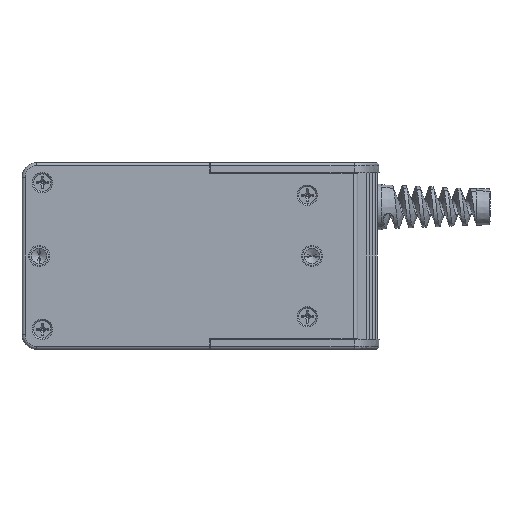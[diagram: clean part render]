
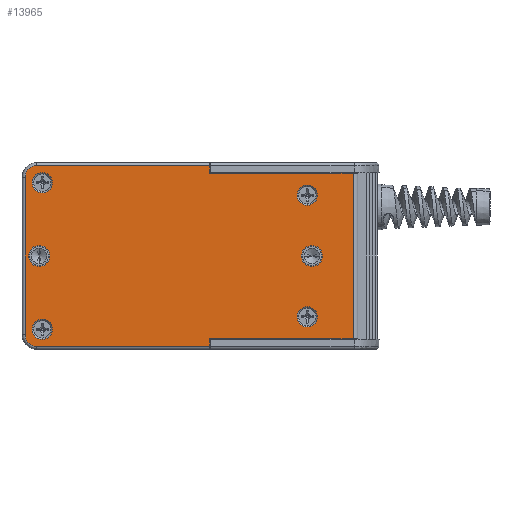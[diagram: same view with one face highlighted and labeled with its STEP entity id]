
A CAD part, left-side view. The second image highlights one B-rep face of the part: STEP entity #13965.
In plain terms, the highlighted face is planar.
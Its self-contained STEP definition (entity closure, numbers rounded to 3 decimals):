
#12776=CARTESIAN_POINT('',(23.5,47.375,-1.59));
#12777=DIRECTION('',(0.,0.,-1.));
#12778=DIRECTION('',(1.,0.,0.));
#12779=AXIS2_PLACEMENT_3D('',#12776,#12777,#12778);
#12781=CARTESIAN_POINT('',(23.5,47.375,-1.59));
#12782=DIRECTION('',(0.,0.,-1.));
#12783=DIRECTION('',(-1.,0.,0.));
#12784=AXIS2_PLACEMENT_3D('',#12781,#12782,#12783);
#12786=CARTESIAN_POINT('',(-23.5,47.375,-1.59));
#12787=DIRECTION('',(0.,0.,-1.));
#12788=DIRECTION('',(1.,0.,0.));
#12789=AXIS2_PLACEMENT_3D('',#12786,#12787,#12788);
#12791=CARTESIAN_POINT('',(-23.5,47.375,-1.59));
#12792=DIRECTION('',(0.,0.,-1.));
#12793=DIRECTION('',(-1.,0.,0.));
#12794=AXIS2_PLACEMENT_3D('',#12791,#12792,#12793);
#12796=CARTESIAN_POINT('',(19.5,-37.625,-1.59));
#12797=DIRECTION('',(0.,0.,-1.));
#12798=DIRECTION('',(1.,0.,0.));
#12799=AXIS2_PLACEMENT_3D('',#12796,#12797,#12798);
#12801=CARTESIAN_POINT('',(19.5,-37.625,-1.59));
#12802=DIRECTION('',(0.,0.,-1.));
#12803=DIRECTION('',(-1.,0.,0.));
#12804=AXIS2_PLACEMENT_3D('',#12801,#12802,#12803);
#12806=CARTESIAN_POINT('',(-19.5,-37.625,-1.59));
#12807=DIRECTION('',(0.,0.,-1.));
#12808=DIRECTION('',(1.,0.,0.));
#12809=AXIS2_PLACEMENT_3D('',#12806,#12807,#12808);
#12811=CARTESIAN_POINT('',(-19.5,-37.625,-1.59));
#12812=DIRECTION('',(0.,0.,-1.));
#12813=DIRECTION('',(-1.,0.,0.));
#12814=AXIS2_PLACEMENT_3D('',#12811,#12812,#12813);
#12816=CARTESIAN_POINT('',(0.,48.375,-1.59));
#12817=DIRECTION('',(0.,0.,-1.));
#12818=DIRECTION('',(-1.,0.,0.));
#12819=AXIS2_PLACEMENT_3D('',#12816,#12817,#12818);
#12821=CARTESIAN_POINT('',(0.,48.375,-1.59));
#12822=DIRECTION('',(0.,0.,-1.));
#12823=DIRECTION('',(1.,0.,0.));
#12824=AXIS2_PLACEMENT_3D('',#12821,#12822,#12823);
#12826=CARTESIAN_POINT('',(0.,-39.125,-1.59));
#12827=DIRECTION('',(0.,0.,-1.));
#12828=DIRECTION('',(-1.,0.,0.));
#12829=AXIS2_PLACEMENT_3D('',#12826,#12827,#12828);
#12831=CARTESIAN_POINT('',(0.,-39.125,-1.59));
#12832=DIRECTION('',(0.,0.,-1.));
#12833=DIRECTION('',(1.,0.,0.));
#12834=AXIS2_PLACEMENT_3D('',#12831,#12832,#12833);
#12836=DIRECTION('',(0.,-1.,0.));
#12837=VECTOR('',#12836,55.5);
#12838=CARTESIAN_POINT('',(28.925,49.125,-1.59));
#12839=LINE('',#12838,#12837);
#12840=CARTESIAN_POINT('',(25.175,49.125,-1.59));
#12841=DIRECTION('',(0.,0.,-1.));
#12842=DIRECTION('',(0.,1.,0.));
#12843=AXIS2_PLACEMENT_3D('',#12840,#12841,#12842);
#12845=DIRECTION('',(1.,0.,0.));
#12846=VECTOR('',#12845,50.35);
#12847=CARTESIAN_POINT('',(-25.175,52.875,-1.59));
#12848=LINE('',#12847,#12846);
#12849=CARTESIAN_POINT('',(-25.175,49.125,-1.59));
#12850=DIRECTION('',(0.,0.,-1.));
#12851=DIRECTION('',(-1.,0.,0.));
#12852=AXIS2_PLACEMENT_3D('',#12849,#12850,#12851);
#12854=DIRECTION('',(0.,1.,0.));
#12855=VECTOR('',#12854,55.5);
#12856=CARTESIAN_POINT('',(-28.925,-6.375,-1.59));
#12857=LINE('',#12856,#12855);
#12858=DIRECTION('',(1.,0.,0.));
#12859=VECTOR('',#12858,2.425);
#12860=CARTESIAN_POINT('',(-28.925,-6.375,-1.59));
#12861=LINE('',#12860,#12859);
#12862=DIRECTION('',(0.,1.,0.));
#12863=VECTOR('',#12862,45.91);
#12864=CARTESIAN_POINT('',(-26.5,-52.285,-1.59));
#12865=LINE('',#12864,#12863);
#12866=DIRECTION('',(1.,0.,0.));
#12867=VECTOR('',#12866,53.);
#12868=CARTESIAN_POINT('',(-26.5,-52.285,-1.59));
#12869=LINE('',#12868,#12867);
#12870=DIRECTION('',(0.,1.,0.));
#12871=VECTOR('',#12870,45.91);
#12872=CARTESIAN_POINT('',(26.5,-52.285,-1.59));
#12873=LINE('',#12872,#12871);
#12874=DIRECTION('',(-1.,0.,0.));
#12875=VECTOR('',#12874,2.425);
#12876=CARTESIAN_POINT('',(28.925,-6.375,-1.59));
#12877=LINE('',#12876,#12875);
#13639=CARTESIAN_POINT('',(-26.5,-6.375,-1.59));
#13641=VERTEX_POINT('',#13639);
#13643=CARTESIAN_POINT('',(26.5,-6.375,-1.59));
#13645=VERTEX_POINT('',#13643);
#13698=CARTESIAN_POINT('',(26.75,47.375,-1.59));
#13699=CARTESIAN_POINT('',(20.25,47.375,-1.59));
#13700=VERTEX_POINT('',#13698);
#13701=VERTEX_POINT('',#13699);
#13710=CARTESIAN_POINT('',(-20.25,47.375,-1.59));
#13711=CARTESIAN_POINT('',(-26.75,47.375,-1.59));
#13712=VERTEX_POINT('',#13710);
#13713=VERTEX_POINT('',#13711);
#13722=CARTESIAN_POINT('',(22.75,-37.625,-1.59));
#13723=CARTESIAN_POINT('',(16.25,-37.625,-1.59));
#13724=VERTEX_POINT('',#13722);
#13725=VERTEX_POINT('',#13723);
#13734=CARTESIAN_POINT('',(-16.25,-37.625,-1.59));
#13735=CARTESIAN_POINT('',(-22.75,-37.625,-1.59));
#13736=VERTEX_POINT('',#13734);
#13737=VERTEX_POINT('',#13735);
#13742=CARTESIAN_POINT('',(-3.38,48.375,-1.59));
#13743=CARTESIAN_POINT('',(3.38,48.375,-1.59));
#13744=VERTEX_POINT('',#13742);
#13745=VERTEX_POINT('',#13743);
#13746=CARTESIAN_POINT('',(-3.38,-39.125,-1.59));
#13747=CARTESIAN_POINT('',(3.38,-39.125,-1.59));
#13748=VERTEX_POINT('',#13746);
#13749=VERTEX_POINT('',#13747);
#13767=CARTESIAN_POINT('',(26.5,-52.285,-1.59));
#13769=VERTEX_POINT('',#13767);
#13770=CARTESIAN_POINT('',(-26.5,-52.285,-1.59));
#13771=VERTEX_POINT('',#13770);
#13774=CARTESIAN_POINT('',(28.925,-6.375,-1.59));
#13776=VERTEX_POINT('',#13774);
#13780=CARTESIAN_POINT('',(28.925,49.125,-1.59));
#13781=VERTEX_POINT('',#13780);
#13782=CARTESIAN_POINT('',(25.175,52.875,-1.59));
#13783=VERTEX_POINT('',#13782);
#13786=CARTESIAN_POINT('',(-25.175,52.875,-1.59));
#13787=VERTEX_POINT('',#13786);
#13790=CARTESIAN_POINT('',(-28.925,49.125,-1.59));
#13791=VERTEX_POINT('',#13790);
#13795=CARTESIAN_POINT('',(-28.925,-6.375,-1.59));
#13797=VERTEX_POINT('',#13795);
#13902=CARTESIAN_POINT('',(0.,0.,-1.59));
#13903=DIRECTION('',(0.,0.,1.));
#13904=DIRECTION('',(1.,0.,0.));
#13905=AXIS2_PLACEMENT_3D('',#13902,#13903,#13904);
#13906=PLANE('',#13905);
#13908=ORIENTED_EDGE('',*,*,#13907,.F.);
#13910=ORIENTED_EDGE('',*,*,#13909,.F.);
#13912=ORIENTED_EDGE('',*,*,#13911,.F.);
#13914=ORIENTED_EDGE('',*,*,#13913,.F.);
#13916=ORIENTED_EDGE('',*,*,#13915,.F.);
#13918=ORIENTED_EDGE('',*,*,#13917,.T.);
#13920=ORIENTED_EDGE('',*,*,#13919,.F.);
#13922=ORIENTED_EDGE('',*,*,#13921,.T.);
#13924=ORIENTED_EDGE('',*,*,#13923,.T.);
#13926=ORIENTED_EDGE('',*,*,#13925,.F.);
#13927=EDGE_LOOP('',(#13908,#13910,#13912,#13914,#13916,#13918,#13920,#13922,
#13924,#13926));
#13928=FACE_OUTER_BOUND('',#13927,.F.);
#13930=ORIENTED_EDGE('',*,*,#13929,.T.);
#13932=ORIENTED_EDGE('',*,*,#13931,.T.);
#13933=EDGE_LOOP('',(#13930,#13932));
#13934=FACE_BOUND('',#13933,.F.);
#13936=ORIENTED_EDGE('',*,*,#13935,.T.);
#13938=ORIENTED_EDGE('',*,*,#13937,.T.);
#13939=EDGE_LOOP('',(#13936,#13938));
#13940=FACE_BOUND('',#13939,.F.);
#13942=ORIENTED_EDGE('',*,*,#13941,.T.);
#13944=ORIENTED_EDGE('',*,*,#13943,.T.);
#13945=EDGE_LOOP('',(#13942,#13944));
#13946=FACE_BOUND('',#13945,.F.);
#13948=ORIENTED_EDGE('',*,*,#13947,.T.);
#13950=ORIENTED_EDGE('',*,*,#13949,.T.);
#13951=EDGE_LOOP('',(#13948,#13950));
#13952=FACE_BOUND('',#13951,.F.);
#13954=ORIENTED_EDGE('',*,*,#13953,.T.);
#13956=ORIENTED_EDGE('',*,*,#13955,.T.);
#13957=EDGE_LOOP('',(#13954,#13956));
#13958=FACE_BOUND('',#13957,.F.);
#13960=ORIENTED_EDGE('',*,*,#13959,.T.);
#13962=ORIENTED_EDGE('',*,*,#13961,.T.);
#13963=EDGE_LOOP('',(#13960,#13962));
#13964=FACE_BOUND('',#13963,.F.);
#13965=ADVANCED_FACE('',(#13928,#13934,#13940,#13946,#13952,#13958,#13964),
#13906,.F.);
#12780=CIRCLE('',#12779,3.25);
#12785=CIRCLE('',#12784,3.25);
#12790=CIRCLE('',#12789,3.25);
#12795=CIRCLE('',#12794,3.25);
#12800=CIRCLE('',#12799,3.25);
#12805=CIRCLE('',#12804,3.25);
#12810=CIRCLE('',#12809,3.25);
#12815=CIRCLE('',#12814,3.25);
#12820=CIRCLE('',#12819,3.38);
#12825=CIRCLE('',#12824,3.38);
#12830=CIRCLE('',#12829,3.38);
#12835=CIRCLE('',#12834,3.38);
#12844=CIRCLE('',#12843,3.75);
#12853=CIRCLE('',#12852,3.75);
#13907=EDGE_CURVE('',#13781,#13776,#12839,.T.);
#13909=EDGE_CURVE('',#13783,#13781,#12844,.T.);
#13911=EDGE_CURVE('',#13787,#13783,#12848,.T.);
#13913=EDGE_CURVE('',#13791,#13787,#12853,.T.);
#13915=EDGE_CURVE('',#13797,#13791,#12857,.T.);
#13917=EDGE_CURVE('',#13797,#13641,#12861,.T.);
#13919=EDGE_CURVE('',#13771,#13641,#12865,.T.);
#13921=EDGE_CURVE('',#13771,#13769,#12869,.T.);
#13923=EDGE_CURVE('',#13769,#13645,#12873,.T.);
#13925=EDGE_CURVE('',#13776,#13645,#12877,.T.);
#13929=EDGE_CURVE('',#13712,#13713,#12790,.T.);
#13931=EDGE_CURVE('',#13713,#13712,#12795,.T.);
#13935=EDGE_CURVE('',#13724,#13725,#12800,.T.);
#13937=EDGE_CURVE('',#13725,#13724,#12805,.T.);
#13941=EDGE_CURVE('',#13736,#13737,#12810,.T.);
#13943=EDGE_CURVE('',#13737,#13736,#12815,.T.);
#13947=EDGE_CURVE('',#13744,#13745,#12820,.T.);
#13949=EDGE_CURVE('',#13745,#13744,#12825,.T.);
#13953=EDGE_CURVE('',#13748,#13749,#12830,.T.);
#13955=EDGE_CURVE('',#13749,#13748,#12835,.T.);
#13959=EDGE_CURVE('',#13700,#13701,#12780,.T.);
#13961=EDGE_CURVE('',#13701,#13700,#12785,.T.);
